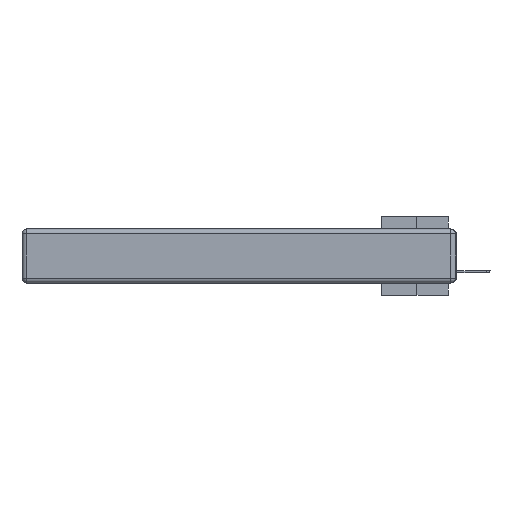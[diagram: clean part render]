
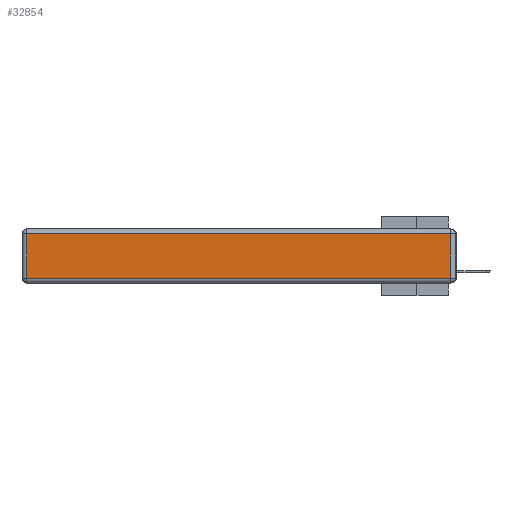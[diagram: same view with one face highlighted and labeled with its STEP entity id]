
A CAD part, left-side view. The second image highlights one B-rep face of the part: STEP entity #32854.
In plain terms, the highlighted planar face has unit normal (-1, 0, 0).
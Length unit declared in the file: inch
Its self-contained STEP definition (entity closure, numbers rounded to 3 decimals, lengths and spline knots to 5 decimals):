
#415 = LINE ( 'NONE', #28726, #21668 ) ;
#749 = CARTESIAN_POINT ( 'NONE',  ( 0., 2.72, -0.343 ) ) ;
#2275 = LINE ( 'NONE', #9032, #12443 ) ;
#2342 = EDGE_CURVE ( 'NONE', #28418, #36146, #2275, .T. ) ;
#2752 = DIRECTION ( 'NONE',  ( 0., -1., 0. ) ) ;
#3543 = DIRECTION ( 'NONE',  ( 0., 0., 1. ) ) ;
#3816 = CARTESIAN_POINT ( 'NONE',  ( 0., 0.03, -0.313 ) ) ;
#4750 = CARTESIAN_POINT ( 'NONE',  ( 0., 0., -0.343 ) ) ;
#6228 = FACE_OUTER_BOUND ( 'NONE', #33426, .T. ) ;
#6286 = VECTOR ( 'NONE', #17820, 39.37008 ) ;
#6898 = CARTESIAN_POINT ( 'NONE',  ( 0., 2.72, -0.313 ) ) ;
#7230 = LINE ( 'NONE', #749, #6286 ) ;
#9032 = CARTESIAN_POINT ( 'NONE',  ( 0., 0., -0.313 ) ) ;
#10418 = PLANE ( 'NONE',  #10913 ) ;
#10913 = AXIS2_PLACEMENT_3D ( 'NONE', #4750, #15284, #19122 ) ;
#12443 = VECTOR ( 'NONE', #2752, 39.37008 ) ;
#12499 = LINE ( 'NONE', #35095, #33643 ) ;
#12891 = ORIENTED_EDGE ( 'NONE', *, *, #2342, .T. ) ;
#15284 = DIRECTION ( 'NONE',  ( -1., 0., 0. ) ) ;
#16634 = EDGE_CURVE ( 'NONE', #21594, #19026, #12499, .T. ) ;
#17820 = DIRECTION ( 'NONE',  ( 0., 0., -1. ) ) ;
#18277 = EDGE_CURVE ( 'NONE', #36146, #21594, #415, .T. ) ;
#18591 = CARTESIAN_POINT ( 'NONE',  ( 0., 2.72, -0.03 ) ) ;
#18964 = ORIENTED_EDGE ( 'NONE', *, *, #18277, .T. ) ;
#19026 = VERTEX_POINT ( 'NONE', #18591 ) ;
#19122 = DIRECTION ( 'NONE',  ( 0., 0., 1. ) ) ;
#20256 = EDGE_CURVE ( 'NONE', #19026, #28418, #7230, .T. ) ;
#21095 = DIRECTION ( 'NONE',  ( 0., 1., 0. ) ) ;
#21498 = ORIENTED_EDGE ( 'NONE', *, *, #16634, .T. ) ;
#21594 = VERTEX_POINT ( 'NONE', #35696 ) ;
#21668 = VECTOR ( 'NONE', #3543, 39.37008 ) ;
#28418 = VERTEX_POINT ( 'NONE', #6898 ) ;
#28726 = CARTESIAN_POINT ( 'NONE',  ( 0., 0.03, -0.343 ) ) ;
#32854 = ADVANCED_FACE ( 'NONE', ( #6228 ), #10418, .T. ) ;
#33426 = EDGE_LOOP ( 'NONE', ( #12891, #18964, #21498, #36465 ) ) ;
#33643 = VECTOR ( 'NONE', #21095, 39.37008 ) ;
#35095 = CARTESIAN_POINT ( 'NONE',  ( 0., 2.75, -0.03 ) ) ;
#35696 = CARTESIAN_POINT ( 'NONE',  ( 0., 0.03, -0.03 ) ) ;
#36146 = VERTEX_POINT ( 'NONE', #3816 ) ;
#36465 = ORIENTED_EDGE ( 'NONE', *, *, #20256, .T. ) ;
